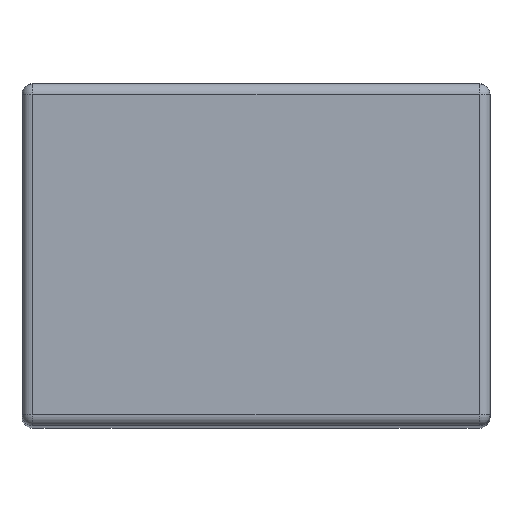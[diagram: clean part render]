
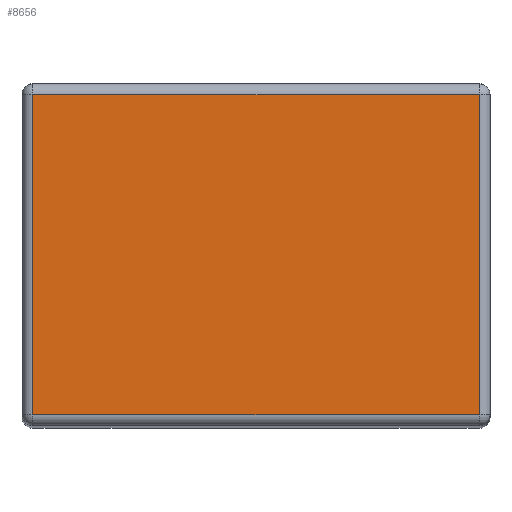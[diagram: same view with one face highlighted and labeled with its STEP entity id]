
A CAD part, top view. The second image highlights one B-rep face of the part: STEP entity #8656.
In plain terms, the highlighted planar face has unit normal (0, 0, 1).
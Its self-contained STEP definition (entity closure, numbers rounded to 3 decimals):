
#227 = AXIS2_PLACEMENT_3D ( 'NONE', #662, #7223, #4448 ) ;
#397 = CARTESIAN_POINT ( 'NONE',  ( 6.2, 4.75, 0. ) ) ;
#662 = CARTESIAN_POINT ( 'NONE',  ( 0., 0., 0. ) ) ;
#2647 = EDGE_LOOP ( 'NONE', ( #10214, #8453, #5942, #10570 ) ) ;
#2982 = CARTESIAN_POINT ( 'NONE',  ( -6.2, -4.75, 0. ) ) ;
#2993 = CARTESIAN_POINT ( 'NONE',  ( -6.2, 4.45, 0. ) ) ;
#3005 = VECTOR ( 'NONE', #10645, 1000. ) ;
#3369 = CARTESIAN_POINT ( 'NONE',  ( 6.2, 4.45, 0. ) ) ;
#3399 = PLANE ( 'NONE',  #227 ) ;
#3649 = FACE_OUTER_BOUND ( 'NONE', #2647, .T. ) ;
#4178 = CARTESIAN_POINT ( 'NONE',  ( -6.2, -4.45, 0. ) ) ;
#4448 = DIRECTION ( 'NONE',  ( -1., 0., 0. ) ) ;
#5121 = LINE ( 'NONE', #9937, #10720 ) ;
#5367 = DIRECTION ( 'NONE',  ( 1., 0., 0. ) ) ;
#5895 = DIRECTION ( 'NONE',  ( 0., -1., 0. ) ) ;
#5942 = ORIENTED_EDGE ( 'NONE', *, *, #6211, .T. ) ;
#6030 = LINE ( 'NONE', #6882, #3005 ) ;
#6211 = EDGE_CURVE ( 'NONE', #12160, #9270, #10010, .T. ) ;
#6821 = LINE ( 'NONE', #2982, #9566 ) ;
#6882 = CARTESIAN_POINT ( 'NONE',  ( -6.5, 4.45, 0. ) ) ;
#7223 = DIRECTION ( 'NONE',  ( 0., 0., -1. ) ) ;
#8024 = DIRECTION ( 'NONE',  ( 0., 1., 0. ) ) ;
#8453 = ORIENTED_EDGE ( 'NONE', *, *, #11092, .T. ) ;
#8656 = ADVANCED_FACE ( 'NONE', ( #3649 ), #3399, .F. ) ;
#8968 = VECTOR ( 'NONE', #8024, 1000. ) ;
#9120 = EDGE_CURVE ( 'NONE', #9270, #11763, #6030, .T. ) ;
#9270 = VERTEX_POINT ( 'NONE', #3369 ) ;
#9566 = VECTOR ( 'NONE', #5895, 1000. ) ;
#9937 = CARTESIAN_POINT ( 'NONE',  ( 6.5, -4.45, 0. ) ) ;
#10010 = LINE ( 'NONE', #397, #8968 ) ;
#10166 = CARTESIAN_POINT ( 'NONE',  ( 6.2, -4.45, 0. ) ) ;
#10214 = ORIENTED_EDGE ( 'NONE', *, *, #11168, .T. ) ;
#10570 = ORIENTED_EDGE ( 'NONE', *, *, #9120, .T. ) ;
#10645 = DIRECTION ( 'NONE',  ( -1., 0., 0. ) ) ;
#10720 = VECTOR ( 'NONE', #5367, 1000. ) ;
#11092 = EDGE_CURVE ( 'NONE', #11352, #12160, #5121, .T. ) ;
#11168 = EDGE_CURVE ( 'NONE', #11763, #11352, #6821, .T. ) ;
#11352 = VERTEX_POINT ( 'NONE', #4178 ) ;
#11763 = VERTEX_POINT ( 'NONE', #2993 ) ;
#12160 = VERTEX_POINT ( 'NONE', #10166 ) ;
